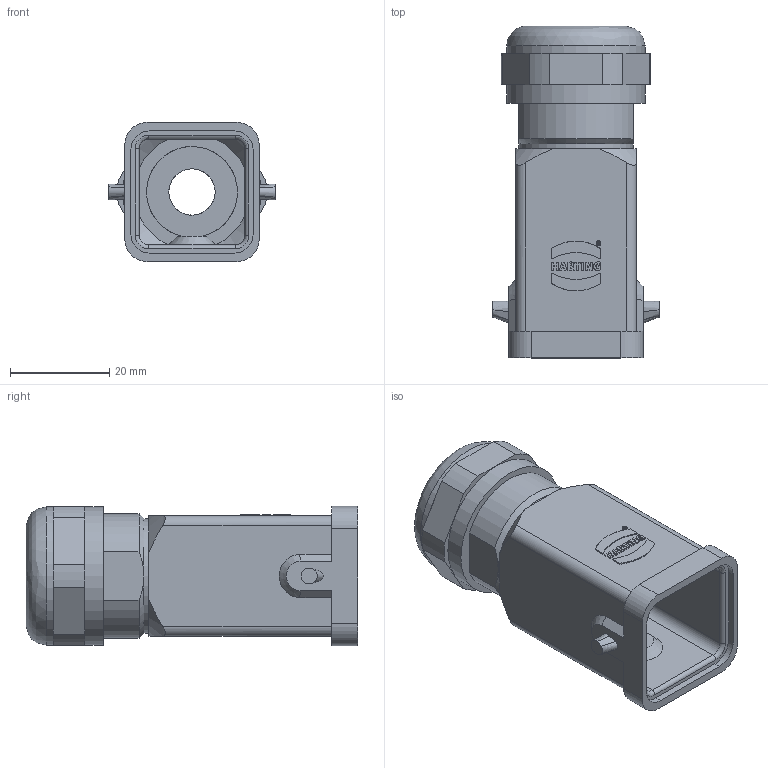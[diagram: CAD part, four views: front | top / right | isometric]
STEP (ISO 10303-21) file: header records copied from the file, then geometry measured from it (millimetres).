
FILE_DESCRIPTION(/* description */ (''),/* implementation_level */ '2;1');
FILE_NAME(/* name */ '100106831ugm000_b.stp',/* time_stamp */ '2019-02-25T15:35:04+01:00',/* author */ (''),/* organization */ (''),/* preprocessor_version */ 'ST-DEVELOPER v16.7',/* originating_system */ 'SIEMENS PLM Software NX 12.0',/* authorisation */ '');
FILE_SCHEMA (('AUTOMOTIVE_DESIGN { 1 0 10303 214 3 1 1 1 }'));
Length unit declared in the file: millimetre
Products named in the file (1): 100106831ugm000_b
Bounding box: 33.4 x 66.7 x 28 mm (x, y, z)
Volume: 17910.8 mm3; surface area: 12047.4 mm2
Topology: 1 solids, 1 shells, 215 faces, 552 edges, 364 vertices
Faces by surface type: plane 139, cylinder 38, bspline 24, cone 14
Full cylindrical faces by diameter (mm): 0.753 x1, 0.986 x1, 3.05 x1, 9.3 x1, 15.5 x1, 18.3 x1, 23 x1, 27.8 x2
Entity records: 7924 total; most frequent: CARTESIAN_POINT 2028, ORIENTED_EDGE 1082, DIRECTION 946, EDGE_CURVE 541, LINE 380, VECTOR 380, VERTEX_POINT 363, AXIS2_PLACEMENT_3D 283
